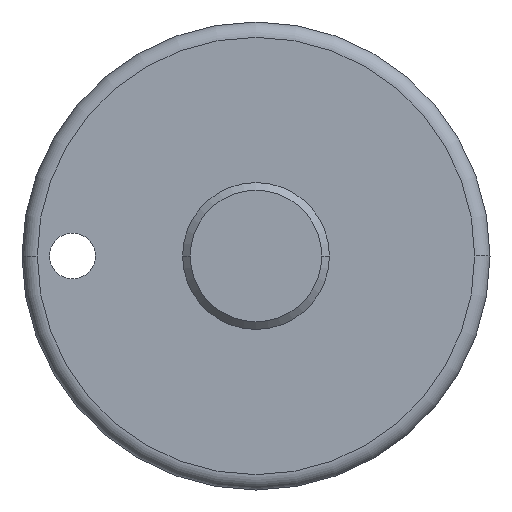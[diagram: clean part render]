
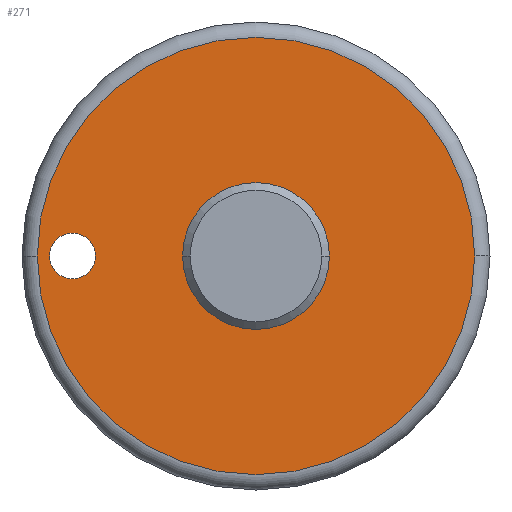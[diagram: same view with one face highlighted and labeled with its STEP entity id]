
A CAD part, left-side view. The second image highlights one B-rep face of the part: STEP entity #271.
In plain terms, the highlighted planar face has unit normal (-1, 0, 0).
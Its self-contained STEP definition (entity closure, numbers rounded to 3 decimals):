
#9 = FACE_BOUND ( 'NONE', #182, .T. ) ;
#10 = CARTESIAN_POINT ( 'NONE',  ( -51.681, 0.721, 0. ) ) ;
#31 = FACE_BOUND ( 'NONE', #754, .T. ) ;
#36 = FACE_OUTER_BOUND ( 'NONE', #235, .T. ) ;
#51 = DIRECTION ( 'NONE',  ( 1., 0., 0. ) ) ;
#53 = EDGE_CURVE ( 'NONE', #536, #213, #701, .T. ) ;
#58 = EDGE_CURVE ( 'NONE', #213, #536, #684, .T. ) ;
#66 = CARTESIAN_POINT ( 'NONE',  ( -51.681, 0.721, 0. ) ) ;
#145 = CARTESIAN_POINT ( 'NONE',  ( -51.681, 15.021, 0. ) ) ;
#151 = DIRECTION ( 'NONE',  ( 1., 0., 0. ) ) ;
#155 = DIRECTION ( 'NONE',  ( 0., 1., 0. ) ) ;
#182 = EDGE_LOOP ( 'NONE', ( #592, #666 ) ) ;
#201 = CARTESIAN_POINT ( 'NONE',  ( -51.681, 14.221, 0. ) ) ;
#213 = VERTEX_POINT ( 'NONE', #657 ) ;
#225 = DIRECTION ( 'NONE',  ( 0., 1., 0. ) ) ;
#235 = EDGE_LOOP ( 'NONE', ( #704, #608 ) ) ;
#237 = AXIS2_PLACEMENT_3D ( 'NONE', #10, #244, #259 ) ;
#240 = DIRECTION ( 'NONE',  ( 0., 1., 0. ) ) ;
#244 = DIRECTION ( 'NONE',  ( -1., 0., 0. ) ) ;
#259 = DIRECTION ( 'NONE',  ( 0., -1., 0. ) ) ;
#261 = VERTEX_POINT ( 'NONE', #755 ) ;
#266 = EDGE_CURVE ( 'NONE', #911, #1014, #389, .T. ) ;
#271 = ADVANCED_FACE ( 'NONE', ( #9, #36, #31 ), #887, .F. ) ;
#333 = DIRECTION ( 'NONE',  ( 0., -1., 0. ) ) ;
#353 = DIRECTION ( 'NONE',  ( -1., 0., 0. ) ) ;
#389 = CIRCLE ( 'NONE', #237, 4.8 ) ;
#390 = CARTESIAN_POINT ( 'NONE',  ( -51.681, 0.721, 0. ) ) ;
#409 = DIRECTION ( 'NONE',  ( 0., 1., 0. ) ) ;
#429 = CARTESIAN_POINT ( 'NONE',  ( -51.681, -4.079, 0. ) ) ;
#434 = CIRCLE ( 'NONE', #476, 1.5 ) ;
#439 = CARTESIAN_POINT ( 'NONE',  ( -51.681, 5.521, 0. ) ) ;
#442 = AXIS2_PLACEMENT_3D ( 'NONE', #66, #572, #225 ) ;
#469 = CARTESIAN_POINT ( 'NONE',  ( -51.681, 16.021, 0. ) ) ;
#476 = AXIS2_PLACEMENT_3D ( 'NONE', #992, #151, #409 ) ;
#536 = VERTEX_POINT ( 'NONE', #145 ) ;
#538 = VERTEX_POINT ( 'NONE', #201 ) ;
#546 = AXIS2_PLACEMENT_3D ( 'NONE', #390, #908, #880 ) ;
#572 = DIRECTION ( 'NONE',  ( -1., 0., 0. ) ) ;
#592 = ORIENTED_EDGE ( 'NONE', *, *, #647, .T. ) ;
#608 = ORIENTED_EDGE ( 'NONE', *, *, #58, .T. ) ;
#612 = EDGE_CURVE ( 'NONE', #261, #538, #779, .T. ) ;
#647 = EDGE_CURVE ( 'NONE', #538, #261, #434, .T. ) ;
#657 = CARTESIAN_POINT ( 'NONE',  ( -51.681, -13.579, 0. ) ) ;
#666 = ORIENTED_EDGE ( 'NONE', *, *, #612, .T. ) ;
#684 = CIRCLE ( 'NONE', #546, 14.3 ) ;
#701 = CIRCLE ( 'NONE', #442, 14.3 ) ;
#704 = ORIENTED_EDGE ( 'NONE', *, *, #53, .T. ) ;
#715 = ORIENTED_EDGE ( 'NONE', *, *, #266, .F. ) ;
#720 = AXIS2_PLACEMENT_3D ( 'NONE', #1000, #353, #333 ) ;
#754 = EDGE_LOOP ( 'NONE', ( #715, #1034 ) ) ;
#755 = CARTESIAN_POINT ( 'NONE',  ( -51.681, 11.221, 0. ) ) ;
#779 = CIRCLE ( 'NONE', #1084, 1.5 ) ;
#852 = CIRCLE ( 'NONE', #720, 4.8 ) ;
#880 = DIRECTION ( 'NONE',  ( 0., 1., 0. ) ) ;
#887 = PLANE ( 'NONE',  #1052 ) ;
#908 = DIRECTION ( 'NONE',  ( -1., 0., 0. ) ) ;
#911 = VERTEX_POINT ( 'NONE', #429 ) ;
#989 = DIRECTION ( 'NONE',  ( 1., 0., 0. ) ) ;
#992 = CARTESIAN_POINT ( 'NONE',  ( -51.681, 12.721, 0. ) ) ;
#1000 = CARTESIAN_POINT ( 'NONE',  ( -51.681, 0.721, 0. ) ) ;
#1010 = EDGE_CURVE ( 'NONE', #1014, #911, #852, .T. ) ;
#1014 = VERTEX_POINT ( 'NONE', #439 ) ;
#1034 = ORIENTED_EDGE ( 'NONE', *, *, #1010, .F. ) ;
#1052 = AXIS2_PLACEMENT_3D ( 'NONE', #469, #989, #155 ) ;
#1056 = CARTESIAN_POINT ( 'NONE',  ( -51.681, 12.721, 0. ) ) ;
#1084 = AXIS2_PLACEMENT_3D ( 'NONE', #1056, #51, #240 ) ;
